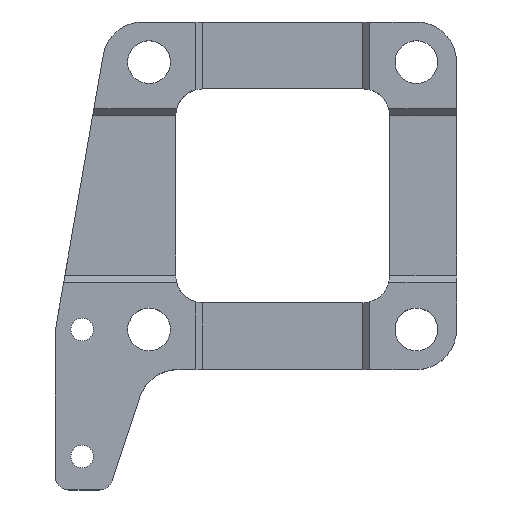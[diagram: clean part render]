
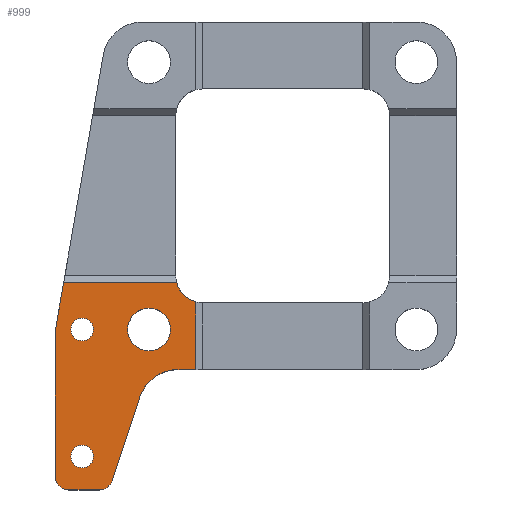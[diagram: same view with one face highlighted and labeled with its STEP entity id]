
A CAD part, top view. The second image highlights one B-rep face of the part: STEP entity #999.
In plain terms, the highlighted planar face has unit normal (0, 0, 1).
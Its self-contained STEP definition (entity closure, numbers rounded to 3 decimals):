
#32=FACE_BOUND('',#138,.T.);
#33=FACE_BOUND('',#139,.T.);
#34=FACE_BOUND('',#140,.T.);
#45=CIRCLE('',#1069,1.);
#46=CIRCLE('',#1070,1.);
#47=CIRCLE('',#1071,1.);
#48=CIRCLE('',#1072,3.);
#49=CIRCLE('',#1073,2.);
#50=CIRCLE('',#1074,0.85);
#51=CIRCLE('',#1075,1.6);
#52=CIRCLE('',#1076,0.85);
#84=FACE_OUTER_BOUND('',#137,.T.);
#137=EDGE_LOOP('',(#694,#695,#696,#697,#698,#699,#700,#701,#702,#703,#704,
#705));
#138=EDGE_LOOP('',(#706));
#139=EDGE_LOOP('',(#707));
#140=EDGE_LOOP('',(#708));
#207=LINE('',#1460,#313);
#217=LINE('',#1481,#323);
#220=LINE('',#1491,#326);
#223=LINE('',#1497,#329);
#232=LINE('',#1517,#338);
#233=LINE('',#1521,#339);
#234=LINE('',#1525,#340);
#313=VECTOR('',#1161,10.);
#323=VECTOR('',#1175,10.);
#326=VECTOR('',#1184,10.);
#329=VECTOR('',#1189,10.);
#338=VECTOR('',#1202,10.);
#339=VECTOR('',#1205,10.);
#340=VECTOR('',#1208,10.);
#419=VERTEX_POINT('',#1457);
#420=VERTEX_POINT('',#1459);
#429=VERTEX_POINT('',#1479);
#432=VERTEX_POINT('',#1488);
#433=VERTEX_POINT('',#1490);
#435=VERTEX_POINT('',#1496);
#443=VERTEX_POINT('',#1514);
#444=VERTEX_POINT('',#1516);
#445=VERTEX_POINT('',#1518);
#446=VERTEX_POINT('',#1520);
#447=VERTEX_POINT('',#1522);
#448=VERTEX_POINT('',#1524);
#449=VERTEX_POINT('',#1528);
#450=VERTEX_POINT('',#1530);
#451=VERTEX_POINT('',#1532);
#515=EDGE_CURVE('',#419,#420,#207,.T.);
#526=EDGE_CURVE('',#419,#429,#217,.T.);
#530=EDGE_CURVE('',#432,#433,#220,.T.);
#533=EDGE_CURVE('',#435,#433,#223,.T.);
#542=EDGE_CURVE('',#429,#443,#45,.T.);
#543=EDGE_CURVE('',#443,#444,#232,.T.);
#544=EDGE_CURVE('',#444,#445,#46,.T.);
#545=EDGE_CURVE('',#445,#446,#233,.T.);
#546=EDGE_CURVE('',#446,#447,#47,.T.);
#547=EDGE_CURVE('',#447,#448,#234,.T.);
#548=EDGE_CURVE('',#448,#435,#48,.T.);
#549=EDGE_CURVE('',#432,#420,#49,.T.);
#550=EDGE_CURVE('',#449,#449,#50,.T.);
#551=EDGE_CURVE('',#450,#450,#51,.T.);
#552=EDGE_CURVE('',#451,#451,#52,.T.);
#694=ORIENTED_EDGE('',*,*,#515,.F.);
#695=ORIENTED_EDGE('',*,*,#526,.T.);
#696=ORIENTED_EDGE('',*,*,#542,.T.);
#697=ORIENTED_EDGE('',*,*,#543,.T.);
#698=ORIENTED_EDGE('',*,*,#544,.T.);
#699=ORIENTED_EDGE('',*,*,#545,.T.);
#700=ORIENTED_EDGE('',*,*,#546,.T.);
#701=ORIENTED_EDGE('',*,*,#547,.T.);
#702=ORIENTED_EDGE('',*,*,#548,.T.);
#703=ORIENTED_EDGE('',*,*,#533,.T.);
#704=ORIENTED_EDGE('',*,*,#530,.F.);
#705=ORIENTED_EDGE('',*,*,#549,.T.);
#706=ORIENTED_EDGE('',*,*,#550,.T.);
#707=ORIENTED_EDGE('',*,*,#551,.T.);
#708=ORIENTED_EDGE('',*,*,#552,.T.);
#963=PLANE('',#1068);
#999=ADVANCED_FACE('',(#84,#32,#33,#34),#963,.T.);
#1068=AXIS2_PLACEMENT_3D('',#1513,#1198,#1199);
#1069=AXIS2_PLACEMENT_3D('',#1515,#1200,#1201);
#1070=AXIS2_PLACEMENT_3D('',#1519,#1203,#1204);
#1071=AXIS2_PLACEMENT_3D('',#1523,#1206,#1207);
#1072=AXIS2_PLACEMENT_3D('',#1526,#1209,#1210);
#1073=AXIS2_PLACEMENT_3D('',#1527,#1211,#1212);
#1074=AXIS2_PLACEMENT_3D('',#1529,#1213,#1214);
#1075=AXIS2_PLACEMENT_3D('',#1531,#1215,#1216);
#1076=AXIS2_PLACEMENT_3D('',#1533,#1217,#1218);
#1161=DIRECTION('',(1.,0.,0.));
#1175=DIRECTION('',(-0.171,-0.985,0.));
#1184=DIRECTION('',(0.,-1.,0.));
#1189=DIRECTION('',(1.,0.,0.));
#1198=DIRECTION('center_axis',(0.,0.,1.));
#1199=DIRECTION('ref_axis',(1.,0.,0.));
#1200=DIRECTION('center_axis',(0.,0.,1.));
#1201=DIRECTION('ref_axis',(-0.985,0.171,0.));
#1202=DIRECTION('',(0.,-1.,0.));
#1203=DIRECTION('center_axis',(0.,0.,1.));
#1204=DIRECTION('ref_axis',(-1.,0.,0.));
#1205=DIRECTION('',(1.,0.,0.));
#1206=DIRECTION('center_axis',(0.,0.,1.));
#1207=DIRECTION('ref_axis',(0.,-1.,0.));
#1208=DIRECTION('',(0.316,0.949,0.));
#1209=DIRECTION('center_axis',(0.,0.,-1.));
#1210=DIRECTION('ref_axis',(0.,1.,0.));
#1211=DIRECTION('center_axis',(0.,0.,-1.));
#1212=DIRECTION('ref_axis',(-1.,0.,0.));
#1213=DIRECTION('center_axis',(0.,0.,-1.));
#1214=DIRECTION('ref_axis',(1.,0.,0.));
#1215=DIRECTION('center_axis',(0.,0.,-1.));
#1216=DIRECTION('ref_axis',(1.,0.,0.));
#1217=DIRECTION('center_axis',(0.,0.,-1.));
#1218=DIRECTION('ref_axis',(1.,0.,0.));
#1457=CARTESIAN_POINT('',(-6.391,3.5,6.));
#1459=CARTESIAN_POINT('',(2.064,3.5,6.));
#1460=CARTESIAN_POINT('',(5.,3.5,6.));
#1479=CARTESIAN_POINT('',(-6.985,0.085,6.));
#1481=CARTESIAN_POINT('',(-6.985,0.085,6.));
#1488=CARTESIAN_POINT('',(3.5,2.064,6.));
#1490=CARTESIAN_POINT('',(3.5,-3.,6.));
#1491=CARTESIAN_POINT('',(3.5,1.25,6.));
#1496=CARTESIAN_POINT('',(2.162,-3.,6.));
#1497=CARTESIAN_POINT('',(20.,-3.,6.));
#1513=CARTESIAN_POINT('Origin',(8.,5.5,6.));
#1514=CARTESIAN_POINT('',(-7.,-0.086,6.));
#1515=CARTESIAN_POINT('Origin',(-6.,-0.086,6.));
#1516=CARTESIAN_POINT('',(-7.,-11.,6.));
#1517=CARTESIAN_POINT('',(-7.,-11.,6.));
#1518=CARTESIAN_POINT('',(-6.,-12.,6.));
#1519=CARTESIAN_POINT('Origin',(-6.,-11.,6.));
#1520=CARTESIAN_POINT('',(-3.721,-12.,6.));
#1521=CARTESIAN_POINT('',(-3.721,-12.,6.));
#1522=CARTESIAN_POINT('',(-2.772,-11.316,6.));
#1523=CARTESIAN_POINT('Origin',(-3.721,-11.,6.));
#1524=CARTESIAN_POINT('',(-0.684,-5.051,6.));
#1525=CARTESIAN_POINT('',(-0.684,-5.051,6.));
#1526=CARTESIAN_POINT('Origin',(2.162,-6.,6.));
#1527=CARTESIAN_POINT('Origin',(4.,4.,6.));
#1528=CARTESIAN_POINT('',(-5.85,-9.5,6.));
#1529=CARTESIAN_POINT('Origin',(-5.,-9.5,6.));
#1530=CARTESIAN_POINT('',(-1.6,0.,6.));
#1531=CARTESIAN_POINT('Origin',(0.,0.,6.));
#1532=CARTESIAN_POINT('',(-5.85,0.,6.));
#1533=CARTESIAN_POINT('Origin',(-5.,0.,6.));
